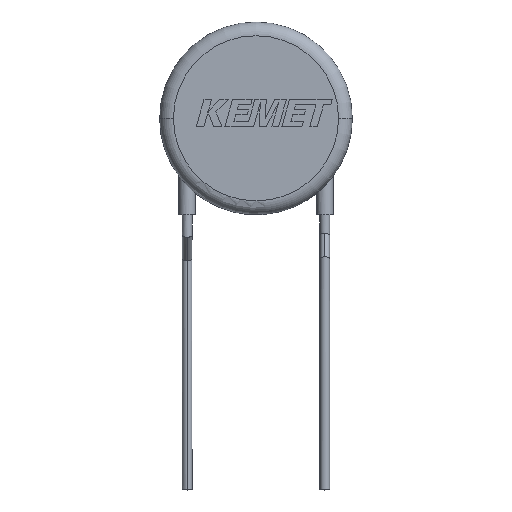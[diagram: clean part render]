
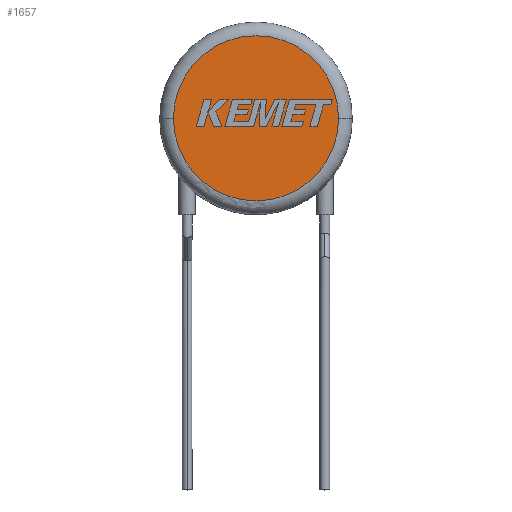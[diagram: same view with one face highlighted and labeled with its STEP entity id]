
A CAD part, top view. The second image highlights one B-rep face of the part: STEP entity #1657.
In plain terms, the highlighted planar face has unit normal (0, 0, 1).
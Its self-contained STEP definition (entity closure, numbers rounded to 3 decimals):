
#39 = FACE_OUTER_BOUND ( 'NONE', #2066, .T. ) ;
#575 = CARTESIAN_POINT ( 'NONE',  ( 0., 0., 6. ) ) ;
#814 = VERTEX_POINT ( 'NONE', #2049 ) ;
#1024 = AXIS2_PLACEMENT_3D ( 'NONE', #1177, #3493, #1756 ) ;
#1177 = CARTESIAN_POINT ( 'NONE',  ( 0., 0., 6. ) ) ;
#1657 = ADVANCED_FACE ( 'NONE', ( #39 ), #2601, .T. ) ;
#1732 = DIRECTION ( 'NONE',  ( 0., 0., 1. ) ) ;
#1756 = DIRECTION ( 'NONE',  ( 1., 0., 0. ) ) ;
#1761 = ORIENTED_EDGE ( 'NONE', *, *, #3050, .T. ) ;
#1825 = CIRCLE ( 'NONE', #1889, 6. ) ;
#1854 = CARTESIAN_POINT ( 'NONE',  ( 0., 0., 6. ) ) ;
#1889 = AXIS2_PLACEMENT_3D ( 'NONE', #575, #1732, #3764 ) ;
#1952 = VERTEX_POINT ( 'NONE', #2368 ) ;
#1980 = ORIENTED_EDGE ( 'NONE', *, *, #2981, .T. ) ;
#2049 = CARTESIAN_POINT ( 'NONE',  ( 6., 0., 6. ) ) ;
#2066 = EDGE_LOOP ( 'NONE', ( #1761, #1980 ) ) ;
#2184 = CIRCLE ( 'NONE', #3230, 6. ) ;
#2368 = CARTESIAN_POINT ( 'NONE',  ( -6., 0., 6. ) ) ;
#2399 = DIRECTION ( 'NONE',  ( 1., 0., 0. ) ) ;
#2601 = PLANE ( 'NONE',  #1024 ) ;
#2981 = EDGE_CURVE ( 'NONE', #1952, #814, #1825, .T. ) ;
#3044 = DIRECTION ( 'NONE',  ( 0., 0., 1. ) ) ;
#3050 = EDGE_CURVE ( 'NONE', #814, #1952, #2184, .T. ) ;
#3230 = AXIS2_PLACEMENT_3D ( 'NONE', #1854, #3044, #2399 ) ;
#3493 = DIRECTION ( 'NONE',  ( 0., 0., 1. ) ) ;
#3764 = DIRECTION ( 'NONE',  ( 1., 0., 0. ) ) ;
